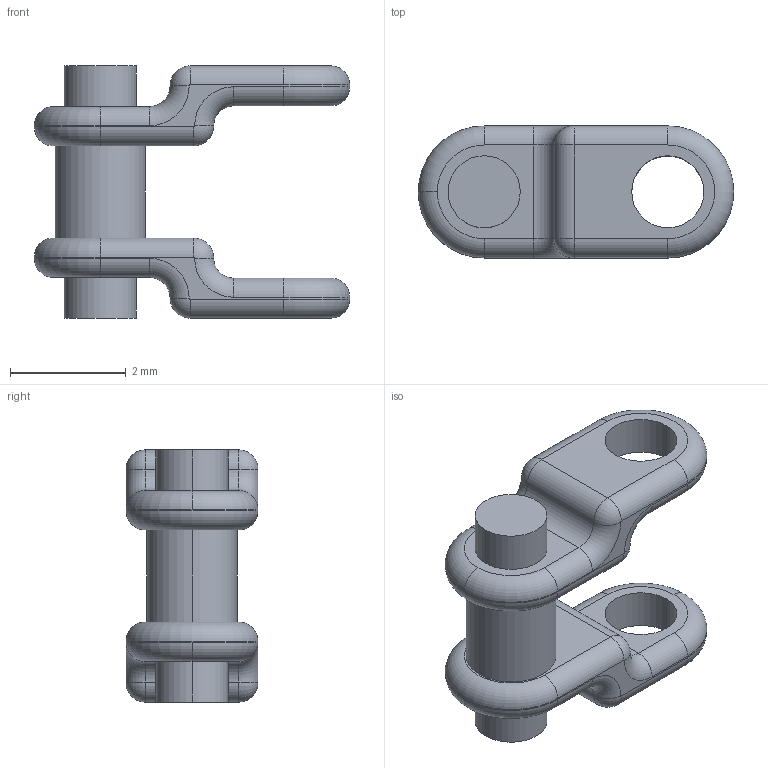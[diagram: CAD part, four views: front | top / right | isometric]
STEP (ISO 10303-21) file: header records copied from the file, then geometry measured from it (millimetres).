
FILE_DESCRIPTION (( 'STEP AP203' ), '1' );
FILE_NAME ('615149.STEP', '2014-07-22T19:06:02', ( 'Kyle' ), ( 'Microsoft' ), 'SwSTEP 2.0', 'SolidWorks 2014', '' );
FILE_SCHEMA (( 'CONFIG_CONTROL_DESIGN' ));
Length unit declared in the file: inch
Products named in the file (1): 615149
Bounding box: 5.46 x 2.28 x 4.36 mm (x, y, z)
Volume: 19.7 mm3; surface area: 71.4 mm2
Topology: 1 solids, 1 shells, 86 faces, 196 edges, 116 vertices
Faces by surface type: cylinder 42, torus 28, plane 16
Entity records: 2519 total; most frequent: DIRECTION 494, CARTESIAN_POINT 399, ORIENTED_EDGE 392, AXIS2_PLACEMENT_3D 211, EDGE_CURVE 196, CIRCLE 124, VERTEX_POINT 116, EDGE_LOOP 94
